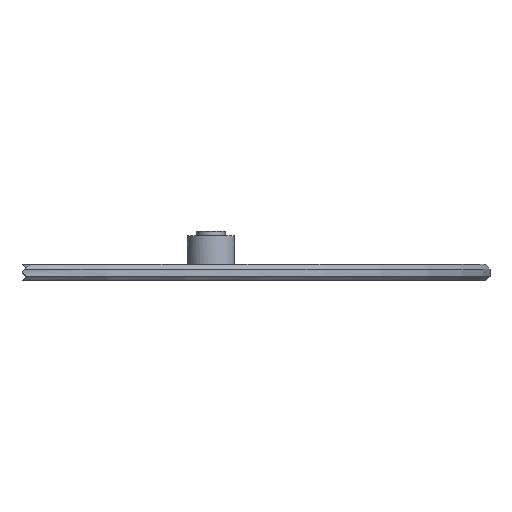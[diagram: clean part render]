
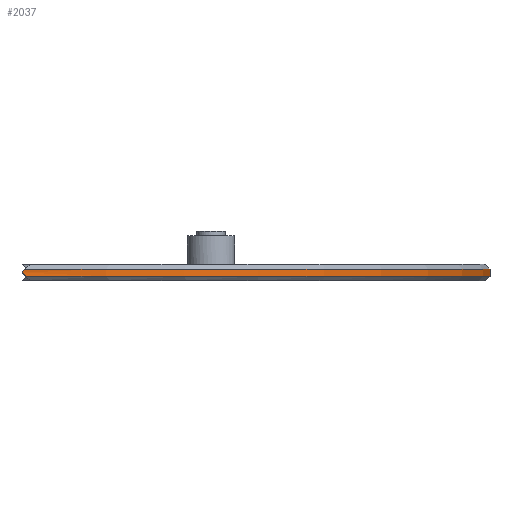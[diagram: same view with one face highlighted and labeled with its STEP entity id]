
A CAD part, front view. The second image highlights one B-rep face of the part: STEP entity #2037.
In plain terms, the highlighted cylindrical face has radius 98 mm (diameter 196 mm), a partial arc.
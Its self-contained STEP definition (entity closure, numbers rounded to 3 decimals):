
#160 = PLANE('',#161);
#161 = AXIS2_PLACEMENT_3D('',#162,#163,#164);
#162 = CARTESIAN_POINT('',(0.975,0.,0.));
#163 = DIRECTION('',(-0.707,0.,-0.707
    ));
#164 = DIRECTION('',(-0.707,0.,0.707)
  );
#189 = CONICAL_SURFACE('',#190,98.,0.785);
#190 = AXIS2_PLACEMENT_3D('',#191,#192,#193);
#191 = CARTESIAN_POINT('',(0.,0.,1.));
#192 = DIRECTION('',(0.,0.,1.));
#193 = DIRECTION('',(1.,0.,0.));
#752 = CYLINDRICAL_SURFACE('',#753,98.);
#753 = AXIS2_PLACEMENT_3D('',#754,#755,#756);
#754 = CARTESIAN_POINT('',(0.,0.,0.));
#755 = DIRECTION('',(-0.,-0.,-1.));
#756 = DIRECTION('',(1.,0.,0.));
#798 = VERTEX_POINT('',#799);
#799 = CARTESIAN_POINT('',(98.,0.,1.));
#848 = VERTEX_POINT('',#849);
#849 = CARTESIAN_POINT('',(-0.025,-98.,1.));
#876 = EDGE_CURVE('',#848,#798,#877,.T.);
#877 = SURFACE_CURVE('',#878,(#883,#890),.PCURVE_S1.);
#878 = CIRCLE('',#879,98.);
#879 = AXIS2_PLACEMENT_3D('',#880,#881,#882);
#880 = CARTESIAN_POINT('',(0.,0.,1.));
#881 = DIRECTION('',(0.,0.,1.));
#882 = DIRECTION('',(1.,0.,0.));
#883 = PCURVE('',#189,#884);
#884 = DEFINITIONAL_REPRESENTATION('',(#885),#889);
#885 = LINE('',#886,#887);
#886 = CARTESIAN_POINT('',(0.,0.));
#887 = VECTOR('',#888,1.);
#888 = DIRECTION('',(1.,0.));
#889 = ( GEOMETRIC_REPRESENTATION_CONTEXT(2) 
PARAMETRIC_REPRESENTATION_CONTEXT() REPRESENTATION_CONTEXT('2D SPACE',''
  ) );
#890 = PCURVE('',#891,#896);
#891 = CYLINDRICAL_SURFACE('',#892,98.);
#892 = AXIS2_PLACEMENT_3D('',#893,#894,#895);
#893 = CARTESIAN_POINT('',(0.,0.,0.));
#894 = DIRECTION('',(-0.,-0.,-1.));
#895 = DIRECTION('',(1.,0.,0.));
#896 = DEFINITIONAL_REPRESENTATION('',(#897),#901);
#897 = LINE('',#898,#899);
#898 = CARTESIAN_POINT('',(-0.,-1.));
#899 = VECTOR('',#900,1.);
#900 = DIRECTION('',(-1.,0.));
#901 = ( GEOMETRIC_REPRESENTATION_CONTEXT(2) 
PARAMETRIC_REPRESENTATION_CONTEXT() REPRESENTATION_CONTEXT('2D SPACE',''
  ) );
#935 = EDGE_CURVE('',#848,#936,#938,.T.);
#936 = VERTEX_POINT('',#937);
#937 = CARTESIAN_POINT('',(-0.775,-97.997,1.75));
#938 = SURFACE_CURVE('',#939,(#944,#951),.PCURVE_S1.);
#939 = ELLIPSE('',#940,138.593,98.);
#940 = AXIS2_PLACEMENT_3D('',#941,#942,#943);
#941 = CARTESIAN_POINT('',(0.,0.,0.975));
#942 = DIRECTION('',(-0.707,0.,-0.707
    ));
#943 = DIRECTION('',(0.707,0.,-0.707)
  );
#944 = PCURVE('',#160,#945);
#945 = DEFINITIONAL_REPRESENTATION('',(#946),#950);
#946 = ELLIPSE('',#947,138.593,98.);
#947 = AXIS2_PLACEMENT_2D('',#948,#949);
#948 = CARTESIAN_POINT('',(1.379,0.));
#949 = DIRECTION('',(-1.,0.));
#950 = ( GEOMETRIC_REPRESENTATION_CONTEXT(2) 
PARAMETRIC_REPRESENTATION_CONTEXT() REPRESENTATION_CONTEXT('2D SPACE',''
  ) );
#951 = PCURVE('',#891,#952);
#952 = DEFINITIONAL_REPRESENTATION('',(#953),#960);
#953 = B_SPLINE_CURVE_WITH_KNOTS('',5,(#954,#955,#956,#957,#958,#959),
  .UNSPECIFIED.,.F.,.F.,(6,6),(1.571,1.58),
  .PIECEWISE_BEZIER_KNOTS.);
#954 = CARTESIAN_POINT('',(-4.712,-1.));
#955 = CARTESIAN_POINT('',(-4.71,-1.185));
#956 = CARTESIAN_POINT('',(-4.708,-1.37));
#957 = CARTESIAN_POINT('',(-4.706,-1.555));
#958 = CARTESIAN_POINT('',(-4.705,-1.74));
#959 = CARTESIAN_POINT('',(-4.703,-1.925));
#960 = ( GEOMETRIC_REPRESENTATION_CONTEXT(2) 
PARAMETRIC_REPRESENTATION_CONTEXT() REPRESENTATION_CONTEXT('2D SPACE',''
  ) );
#978 = PLANE('',#979);
#979 = AXIS2_PLACEMENT_3D('',#980,#981,#982);
#980 = CARTESIAN_POINT('',(-0.775,0.,1.75));
#981 = DIRECTION('',(-0.707,0.,0.707)
  );
#982 = DIRECTION('',(0.707,0.,0.707));
#1906 = EDGE_CURVE('',#798,#1907,#1909,.T.);
#1907 = VERTEX_POINT('',#1908);
#1908 = CARTESIAN_POINT('',(98.,0.,2.5));
#1909 = SURFACE_CURVE('',#1910,(#1914,#1921),.PCURVE_S1.);
#1910 = LINE('',#1911,#1912);
#1911 = CARTESIAN_POINT('',(98.,0.,0.));
#1912 = VECTOR('',#1913,1.);
#1913 = DIRECTION('',(0.,0.,1.));
#1914 = PCURVE('',#752,#1915);
#1915 = DEFINITIONAL_REPRESENTATION('',(#1916),#1920);
#1916 = LINE('',#1917,#1918);
#1917 = CARTESIAN_POINT('',(-0.,0.));
#1918 = VECTOR('',#1919,1.);
#1919 = DIRECTION('',(-0.,-1.));
#1920 = ( GEOMETRIC_REPRESENTATION_CONTEXT(2) 
PARAMETRIC_REPRESENTATION_CONTEXT() REPRESENTATION_CONTEXT('2D SPACE',''
  ) );
#1921 = PCURVE('',#891,#1922);
#1922 = DEFINITIONAL_REPRESENTATION('',(#1923),#1927);
#1923 = LINE('',#1924,#1925);
#1924 = CARTESIAN_POINT('',(-6.283,0.));
#1925 = VECTOR('',#1926,1.);
#1926 = DIRECTION('',(-0.,-1.));
#1927 = ( GEOMETRIC_REPRESENTATION_CONTEXT(2) 
PARAMETRIC_REPRESENTATION_CONTEXT() REPRESENTATION_CONTEXT('2D SPACE',''
  ) );
#2037 = ADVANCED_FACE('',(#2038),#891,.T.);
#2038 = FACE_BOUND('',#2039,.F.);
#2039 = EDGE_LOOP('',(#2040,#2041,#2042,#2043,#2070));
#2040 = ORIENTED_EDGE('',*,*,#1906,.F.);
#2041 = ORIENTED_EDGE('',*,*,#876,.F.);
#2042 = ORIENTED_EDGE('',*,*,#935,.T.);
#2043 = ORIENTED_EDGE('',*,*,#2044,.T.);
#2044 = EDGE_CURVE('',#936,#2045,#2047,.T.);
#2045 = VERTEX_POINT('',#2046);
#2046 = CARTESIAN_POINT('',(-0.025,-98.,2.5));
#2047 = SURFACE_CURVE('',#2048,(#2053,#2063),.PCURVE_S1.);
#2048 = ELLIPSE('',#2049,138.593,98.);
#2049 = AXIS2_PLACEMENT_3D('',#2050,#2051,#2052);
#2050 = CARTESIAN_POINT('',(0.,0.,2.525));
#2051 = DIRECTION('',(-0.707,0.,0.707)
  );
#2052 = DIRECTION('',(-0.707,0.,-0.707
    ));
#2053 = PCURVE('',#891,#2054);
#2054 = DEFINITIONAL_REPRESENTATION('',(#2055),#2062);
#2055 = B_SPLINE_CURVE_WITH_KNOTS('',5,(#2056,#2057,#2058,#2059,#2060,
    #2061),.UNSPECIFIED.,.F.,.F.,(6,6),(1.555,1.571),
  .PIECEWISE_BEZIER_KNOTS.);
#2056 = CARTESIAN_POINT('',(-4.697,-1.));
#2057 = CARTESIAN_POINT('',(-4.7,-1.3));
#2058 = CARTESIAN_POINT('',(-4.703,-1.6));
#2059 = CARTESIAN_POINT('',(-4.706,-1.9));
#2060 = CARTESIAN_POINT('',(-4.709,-2.2));
#2061 = CARTESIAN_POINT('',(-4.712,-2.5));
#2062 = ( GEOMETRIC_REPRESENTATION_CONTEXT(2) 
PARAMETRIC_REPRESENTATION_CONTEXT() REPRESENTATION_CONTEXT('2D SPACE',''
  ) );
#2063 = PCURVE('',#978,#2064);
#2064 = DEFINITIONAL_REPRESENTATION('',(#2065),#2069);
#2065 = ELLIPSE('',#2066,138.593,98.);
#2066 = AXIS2_PLACEMENT_2D('',#2067,#2068);
#2067 = CARTESIAN_POINT('',(1.096,0.));
#2068 = DIRECTION('',(-1.,0.));
#2069 = ( GEOMETRIC_REPRESENTATION_CONTEXT(2) 
PARAMETRIC_REPRESENTATION_CONTEXT() REPRESENTATION_CONTEXT('2D SPACE',''
  ) );
#2070 = ORIENTED_EDGE('',*,*,#2071,.T.);
#2071 = EDGE_CURVE('',#2045,#1907,#2072,.T.);
#2072 = SURFACE_CURVE('',#2073,(#2078,#2085),.PCURVE_S1.);
#2073 = CIRCLE('',#2074,98.);
#2074 = AXIS2_PLACEMENT_3D('',#2075,#2076,#2077);
#2075 = CARTESIAN_POINT('',(0.,0.,2.5));
#2076 = DIRECTION('',(0.,0.,1.));
#2077 = DIRECTION('',(1.,0.,0.));
#2078 = PCURVE('',#891,#2079);
#2079 = DEFINITIONAL_REPRESENTATION('',(#2080),#2084);
#2080 = LINE('',#2081,#2082);
#2081 = CARTESIAN_POINT('',(-0.,-2.5));
#2082 = VECTOR('',#2083,1.);
#2083 = DIRECTION('',(-1.,0.));
#2084 = ( GEOMETRIC_REPRESENTATION_CONTEXT(2) 
PARAMETRIC_REPRESENTATION_CONTEXT() REPRESENTATION_CONTEXT('2D SPACE',''
  ) );
#2085 = PCURVE('',#2086,#2091);
#2086 = CONICAL_SURFACE('',#2087,98.,0.785);
#2087 = AXIS2_PLACEMENT_3D('',#2088,#2089,#2090);
#2088 = CARTESIAN_POINT('',(0.,0.,2.5));
#2089 = DIRECTION('',(-0.,-0.,-1.));
#2090 = DIRECTION('',(1.,0.,0.));
#2091 = DEFINITIONAL_REPRESENTATION('',(#2092),#2096);
#2092 = LINE('',#2093,#2094);
#2093 = CARTESIAN_POINT('',(-0.,-0.));
#2094 = VECTOR('',#2095,1.);
#2095 = DIRECTION('',(-1.,-0.));
#2096 = ( GEOMETRIC_REPRESENTATION_CONTEXT(2) 
PARAMETRIC_REPRESENTATION_CONTEXT() REPRESENTATION_CONTEXT('2D SPACE',''
  ) );
